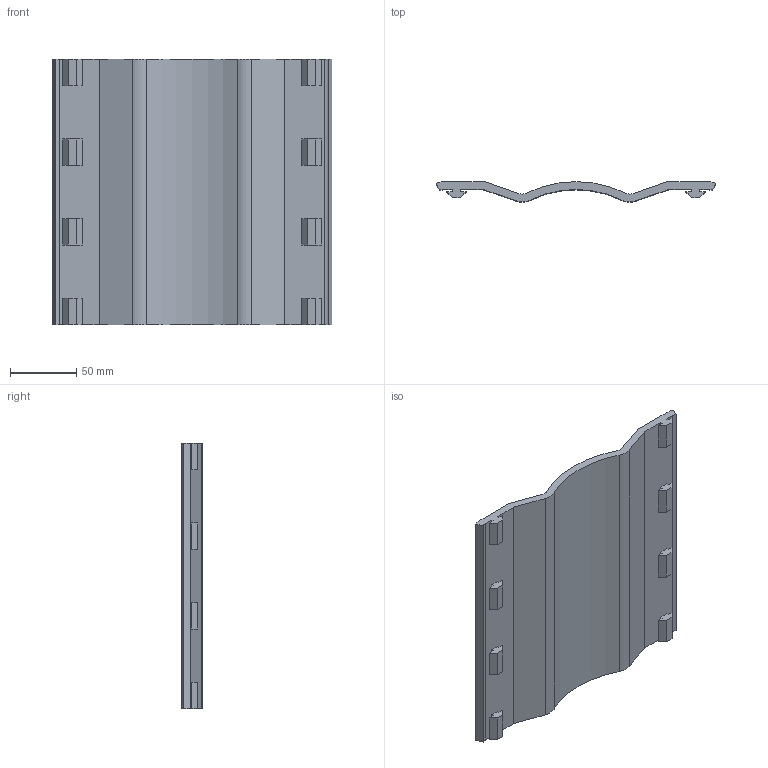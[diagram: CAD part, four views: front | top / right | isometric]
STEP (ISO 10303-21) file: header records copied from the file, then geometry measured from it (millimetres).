
FILE_DESCRIPTION (( 'STEP AP203' ), '1' );
FILE_NAME ('Top cover.STEP', '2026-01-11T20:12:46', ( '' ), ( '' ), 'SwSTEP 2.0', 'SolidWorks 2024', '' );
FILE_SCHEMA (( 'CONFIG_CONTROL_DESIGN' ));
Length unit declared in the file: millimetre
Products named in the file (1): Top cover
Bounding box: 211.13 x 15.26 x 200 mm (x, y, z)
Volume: 262224.6 mm3; surface area: 95491.9 mm2
Topology: 1 solids, 1 shells, 94 faces, 264 edges, 176 vertices
Faces by surface type: plane 80, cylinder 14
Entity records: 3073 total; most frequent: CARTESIAN_POINT 535, ORIENTED_EDGE 528, DIRECTION 482, EDGE_CURVE 264, LINE 236, VECTOR 236, VERTEX_POINT 176, AXIS2_PLACEMENT_3D 123
